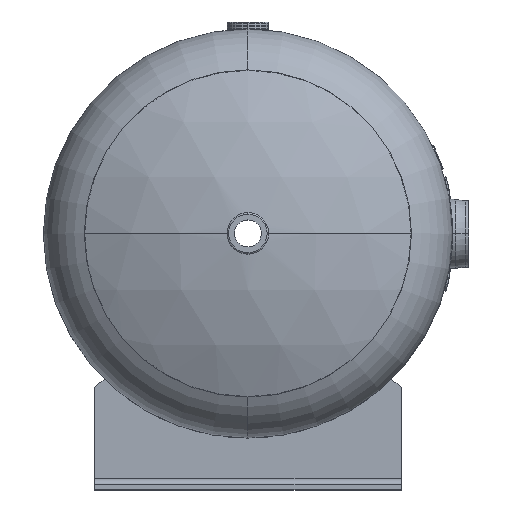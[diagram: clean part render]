
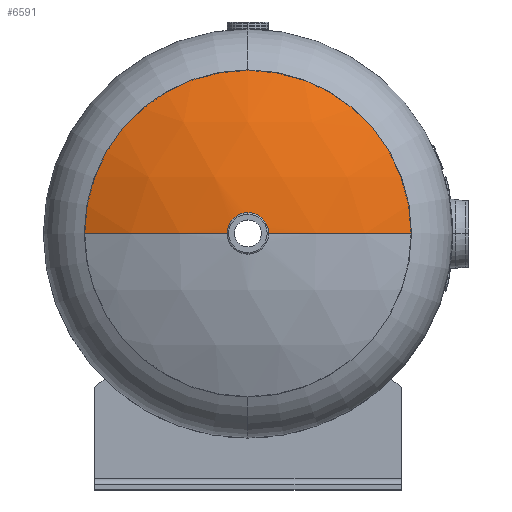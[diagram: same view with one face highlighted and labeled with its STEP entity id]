
A CAD part, top view. The second image highlights one B-rep face of the part: STEP entity #6591.
In plain terms, the highlighted spherical face has radius 365.76 mm.
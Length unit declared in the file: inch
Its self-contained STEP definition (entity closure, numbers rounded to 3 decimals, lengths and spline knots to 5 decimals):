
#117 = DIRECTION ( 'NONE',  ( 0., 0., -1. ) ) ;
#560 = CIRCLE ( 'NONE', #9850, 6.4 ) ;
#641 = CIRCLE ( 'NONE', #2746, 14.4 ) ;
#711 = SPHERICAL_SURFACE ( 'NONE', #2901, 14.4 ) ;
#969 = VERTEX_POINT ( 'NONE', #9279 ) ;
#1351 = DIRECTION ( 'NONE',  ( 0., 0., -1. ) ) ;
#1444 = DIRECTION ( 'NONE',  ( 1., 0., 0. ) ) ;
#1730 = CARTESIAN_POINT ( 'NONE',  ( 0., 4.99225, 0. ) ) ;
#1970 = DIRECTION ( 'NONE',  ( 0., -1., 0. ) ) ;
#2001 = ORIENTED_EDGE ( 'NONE', *, *, #5652, .F. ) ;
#2228 = EDGE_CURVE ( 'NONE', #9950, #6907, #560, .T. ) ;
#2444 = DIRECTION ( 'NONE',  ( 0., -1., 0. ) ) ;
#2558 = EDGE_CURVE ( 'NONE', #6907, #969, #12029, .T. ) ;
#2746 = AXIS2_PLACEMENT_3D ( 'NONE', #7479, #6690, #10637 ) ;
#2761 = DIRECTION ( 'NONE',  ( 0., 0., 1. ) ) ;
#2901 = AXIS2_PLACEMENT_3D ( 'NONE', #5751, #2761, #10536 ) ;
#2907 = AXIS2_PLACEMENT_3D ( 'NONE', #8579, #7341, #1444 ) ;
#3362 = ORIENTED_EDGE ( 'NONE', *, *, #2228, .F. ) ;
#3625 = DIRECTION ( 'NONE',  ( 0., 0., -1. ) ) ;
#4841 = FACE_OUTER_BOUND ( 'NONE', #6595, .T. ) ;
#5145 = CARTESIAN_POINT ( 'NONE',  ( -0.7125, 4.99225, 0. ) ) ;
#5652 = EDGE_CURVE ( 'NONE', #8620, #9950, #8719, .T. ) ;
#5751 = CARTESIAN_POINT ( 'NONE',  ( 0., -9.39011, 0. ) ) ;
#6048 = CARTESIAN_POINT ( 'NONE',  ( 0.7125, 4.99225, 0. ) ) ;
#6591 = ADVANCED_FACE ( 'NONE', ( #4841 ), #711, .T. ) ;
#6595 = EDGE_LOOP ( 'NONE', ( #2001, #10994, #7380, #10075, #3362 ) ) ;
#6690 = DIRECTION ( 'NONE',  ( 0., 0., -1. ) ) ;
#6907 = VERTEX_POINT ( 'NONE', #9733 ) ;
#7148 = CIRCLE ( 'NONE', #7573, 0.7125 ) ;
#7341 = DIRECTION ( 'NONE',  ( 0., 0., 1. ) ) ;
#7380 = ORIENTED_EDGE ( 'NONE', *, *, #9531, .T. ) ;
#7479 = CARTESIAN_POINT ( 'NONE',  ( 0., -9.39011, 0. ) ) ;
#7573 = AXIS2_PLACEMENT_3D ( 'NONE', #1730, #11384, #3625 ) ;
#7693 = AXIS2_PLACEMENT_3D ( 'NONE', #9699, #1970, #117 ) ;
#8579 = CARTESIAN_POINT ( 'NONE',  ( 0., -9.39011, 0. ) ) ;
#8620 = VERTEX_POINT ( 'NONE', #5145 ) ;
#8719 = CIRCLE ( 'NONE', #2907, 14.4 ) ;
#9279 = CARTESIAN_POINT ( 'NONE',  ( 6.4, 3.5095, 0. ) ) ;
#9531 = EDGE_CURVE ( 'NONE', #12702, #969, #641, .T. ) ;
#9699 = CARTESIAN_POINT ( 'NONE',  ( 0., 3.5095, 0. ) ) ;
#9733 = CARTESIAN_POINT ( 'NONE',  ( 0., 3.5095, -6.4 ) ) ;
#9850 = AXIS2_PLACEMENT_3D ( 'NONE', #10145, #2444, #1351 ) ;
#9950 = VERTEX_POINT ( 'NONE', #11775 ) ;
#10075 = ORIENTED_EDGE ( 'NONE', *, *, #2558, .F. ) ;
#10145 = CARTESIAN_POINT ( 'NONE',  ( 0., 3.5095, 0. ) ) ;
#10306 = EDGE_CURVE ( 'NONE', #12702, #8620, #7148, .T. ) ;
#10536 = DIRECTION ( 'NONE',  ( 1., 0., 0. ) ) ;
#10637 = DIRECTION ( 'NONE',  ( -1., 0., 0. ) ) ;
#10994 = ORIENTED_EDGE ( 'NONE', *, *, #10306, .F. ) ;
#11384 = DIRECTION ( 'NONE',  ( 0., 1., 0. ) ) ;
#11775 = CARTESIAN_POINT ( 'NONE',  ( -6.4, 3.5095, 0. ) ) ;
#12029 = CIRCLE ( 'NONE', #7693, 6.4 ) ;
#12702 = VERTEX_POINT ( 'NONE', #6048 ) ;
